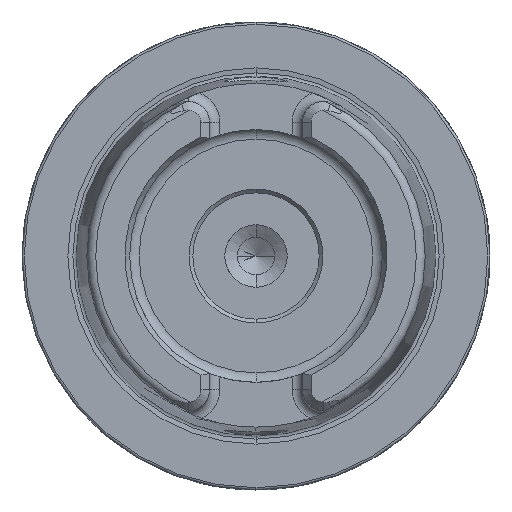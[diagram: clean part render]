
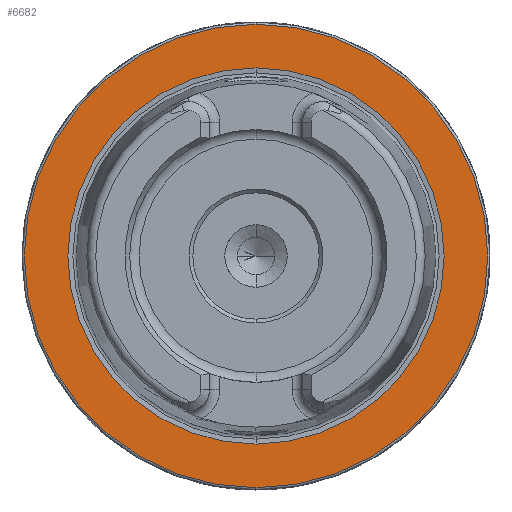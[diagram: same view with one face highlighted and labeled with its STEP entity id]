
A CAD part, left-side view. The second image highlights one B-rep face of the part: STEP entity #6682.
In plain terms, the highlighted planar face has unit normal (-1, 0, 0).
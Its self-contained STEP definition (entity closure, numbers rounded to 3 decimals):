
#161 = EDGE_CURVE ( 'NONE', #10297, #10302, #8594, .T. ) ;
#165 = EDGE_CURVE ( 'NONE', #10304, #10305, #8603, .T. ) ;
#268 = CIRCLE ( 'NONE', #271, 31.2 ) ;
#270 = CIRCLE ( 'NONE', #273, 25.324 ) ;
#271 = AXIS2_PLACEMENT_3D ( 'NONE', #7727, #7728, #7729 ) ;
#273 = AXIS2_PLACEMENT_3D ( 'NONE', #7730, #7731, #7732 ) ;
#1293 = CARTESIAN_POINT ( 'NONE',  ( 0., 0., -25.324 ) ) ;
#1298 = CARTESIAN_POINT ( 'NONE',  ( 0., 0., 25.324 ) ) ;
#1300 = CARTESIAN_POINT ( 'NONE',  ( 0., 0., 31.2 ) ) ;
#1301 = CARTESIAN_POINT ( 'NONE',  ( 0., 0., -31.2 ) ) ;
#3465 = CARTESIAN_POINT ( 'NONE',  ( 0., 0., 0. ) ) ;
#3467 = DIRECTION ( 'NONE',  ( -1., 0., 0. ) ) ;
#3469 = DIRECTION ( 'NONE',  ( 0., 0., 1. ) ) ;
#3494 = CARTESIAN_POINT ( 'NONE',  ( 0., 0., 0. ) ) ;
#3495 = DIRECTION ( 'NONE',  ( -1., 0., 0. ) ) ;
#3496 = DIRECTION ( 'NONE',  ( 0., 0., 1. ) ) ;
#6294 = EDGE_CURVE ( 'NONE', #10305, #10304, #268, .T. ) ;
#6295 = EDGE_CURVE ( 'NONE', #10302, #10297, #270, .T. ) ;
#6490 = AXIS2_PLACEMENT_3D ( 'NONE', #8196, #8212, #8213 ) ;
#6682 = ADVANCED_FACE ( 'NONE', ( #8208, #8209 ), #8210, .F. ) ;
#7727 = CARTESIAN_POINT ( 'NONE',  ( 0., 0., 0. ) ) ;
#7728 = DIRECTION ( 'NONE',  ( -1., 0., 0. ) ) ;
#7729 = DIRECTION ( 'NONE',  ( 0., 0., 1. ) ) ;
#7730 = CARTESIAN_POINT ( 'NONE',  ( 0., 0., 0. ) ) ;
#7731 = DIRECTION ( 'NONE',  ( -1., 0., 0. ) ) ;
#7732 = DIRECTION ( 'NONE',  ( 0., 0., 1. ) ) ;
#8196 = CARTESIAN_POINT ( 'NONE',  ( 0., 31.2, 0. ) ) ;
#8208 = FACE_BOUND ( 'NONE', #9678, .T. ) ;
#8209 = FACE_OUTER_BOUND ( 'NONE', #9674, .T. ) ;
#8210 = PLANE ( 'NONE',  #6490 ) ;
#8212 = DIRECTION ( 'NONE',  ( 1., 0., 0. ) ) ;
#8213 = DIRECTION ( 'NONE',  ( 0., 0., -1. ) ) ;
#8594 = CIRCLE ( 'NONE', #8599, 25.324 ) ;
#8599 = AXIS2_PLACEMENT_3D ( 'NONE', #3465, #3467, #3469 ) ;
#8603 = CIRCLE ( 'NONE', #8606, 31.2 ) ;
#8606 = AXIS2_PLACEMENT_3D ( 'NONE', #3494, #3495, #3496 ) ;
#8631 = ORIENTED_EDGE ( 'NONE', *, *, #6294, .T. ) ;
#8632 = ORIENTED_EDGE ( 'NONE', *, *, #165, .T. ) ;
#8633 = ORIENTED_EDGE ( 'NONE', *, *, #161, .F. ) ;
#8634 = ORIENTED_EDGE ( 'NONE', *, *, #6295, .F. ) ;
#9674 = EDGE_LOOP ( 'NONE', ( #8632, #8631 ) ) ;
#9678 = EDGE_LOOP ( 'NONE', ( #8634, #8633 ) ) ;
#10297 = VERTEX_POINT ( 'NONE', #1293 ) ;
#10302 = VERTEX_POINT ( 'NONE', #1298 ) ;
#10304 = VERTEX_POINT ( 'NONE', #1300 ) ;
#10305 = VERTEX_POINT ( 'NONE', #1301 ) ;
